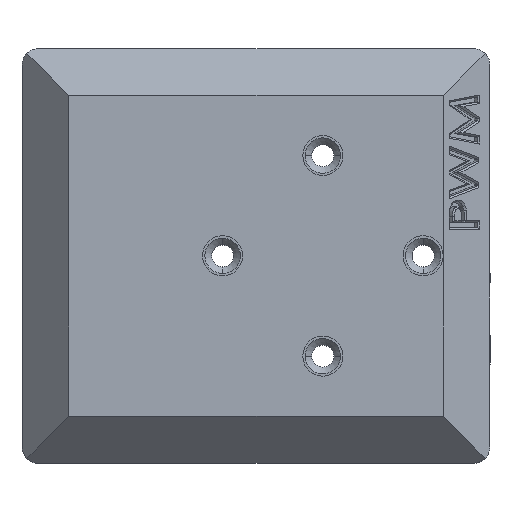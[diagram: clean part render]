
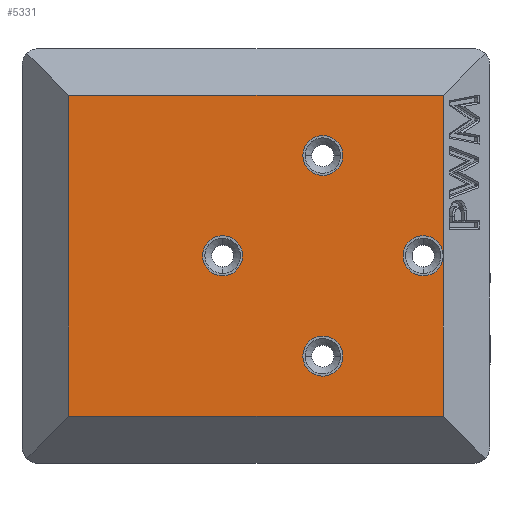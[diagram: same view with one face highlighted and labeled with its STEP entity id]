
A CAD part, top view. The second image highlights one B-rep face of the part: STEP entity #5331.
In plain terms, the highlighted planar face has unit normal (0, 0, 1).
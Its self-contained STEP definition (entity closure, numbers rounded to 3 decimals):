
#33 = CARTESIAN_POINT ( 'NONE',  ( 48.325, 0., 33.85 ) ) ;
#140 = ORIENTED_EDGE ( 'NONE', *, *, #1898, .F. ) ;
#163 = AXIS2_PLACEMENT_3D ( 'NONE', #6127, #5335, #6306 ) ;
#389 = VERTEX_POINT ( 'NONE', #1700 ) ;
#459 = AXIS2_PLACEMENT_3D ( 'NONE', #5070, #5049, #5024 ) ;
#512 = EDGE_LOOP ( 'NONE', ( #140, #6297 ) ) ;
#627 = AXIS2_PLACEMENT_3D ( 'NONE', #1486, #1436, #1320 ) ;
#748 = EDGE_CURVE ( 'NONE', #5056, #2184, #5819, .T. ) ;
#750 = CARTESIAN_POINT ( 'NONE',  ( 72.325, 0., 33.85 ) ) ;
#773 = CARTESIAN_POINT ( 'NONE',  ( 60.325, -15., 33.85 ) ) ;
#781 = VERTEX_POINT ( 'NONE', #3582 ) ;
#795 = ORIENTED_EDGE ( 'NONE', *, *, #4246, .F. ) ;
#892 = FACE_BOUND ( 'NONE', #2207, .T. ) ;
#1034 = DIRECTION ( 'NONE',  ( 1., 0., 0. ) ) ;
#1123 = CARTESIAN_POINT ( 'NONE',  ( 22.325, 24., 33.85 ) ) ;
#1320 = DIRECTION ( 'NONE',  ( 1., 0., 0. ) ) ;
#1436 = DIRECTION ( 'NONE',  ( 0., 0., 1. ) ) ;
#1447 = EDGE_CURVE ( 'NONE', #3653, #7272, #2334, .T. ) ;
#1486 = CARTESIAN_POINT ( 'NONE',  ( 60.325, 15., 33.85 ) ) ;
#1497 = ORIENTED_EDGE ( 'NONE', *, *, #7313, .T. ) ;
#1649 = AXIS2_PLACEMENT_3D ( 'NONE', #5521, #5515, #5485 ) ;
#1700 = CARTESIAN_POINT ( 'NONE',  ( 22.325, -24., 33.85 ) ) ;
#1828 = AXIS2_PLACEMENT_3D ( 'NONE', #773, #6501, #1034 ) ;
#1861 = FACE_BOUND ( 'NONE', #4163, .T. ) ;
#1898 = EDGE_CURVE ( 'NONE', #2794, #2131, #4955, .T. ) ;
#1964 = CARTESIAN_POINT ( 'NONE',  ( 22.325, -24., 33.85 ) ) ;
#2009 = CARTESIAN_POINT ( 'NONE',  ( 78.325, -24., 33.85 ) ) ;
#2102 = EDGE_CURVE ( 'NONE', #7502, #2221, #4832, .T. ) ;
#2131 = VERTEX_POINT ( 'NONE', #6816 ) ;
#2184 = VERTEX_POINT ( 'NONE', #4332 ) ;
#2207 = EDGE_LOOP ( 'NONE', ( #7933, #5888 ) ) ;
#2221 = VERTEX_POINT ( 'NONE', #3854 ) ;
#2309 = CARTESIAN_POINT ( 'NONE',  ( 78.325, 0., 33.85 ) ) ;
#2334 = CIRCLE ( 'NONE', #1649, 3. ) ;
#2488 = VERTEX_POINT ( 'NONE', #6976 ) ;
#2498 = EDGE_CURVE ( 'NONE', #7272, #2184, #4648, .T. ) ;
#2572 = ORIENTED_EDGE ( 'NONE', *, *, #4547, .F. ) ;
#2579 = ORIENTED_EDGE ( 'NONE', *, *, #1447, .F. ) ;
#2623 = CIRCLE ( 'NONE', #4974, 3. ) ;
#2751 = DIRECTION ( 'NONE',  ( 1., 0., 0. ) ) ;
#2770 = CARTESIAN_POINT ( 'NONE',  ( 22.325, -24., 33.85 ) ) ;
#2784 = DIRECTION ( 'NONE',  ( 0., 0., 1. ) ) ;
#2794 = VERTEX_POINT ( 'NONE', #33 ) ;
#2799 = CARTESIAN_POINT ( 'NONE',  ( 22.325, 24., 33.85 ) ) ;
#2808 = CARTESIAN_POINT ( 'NONE',  ( 45.325, 0., 33.85 ) ) ;
#3015 = DIRECTION ( 'NONE',  ( 1., 0., 0. ) ) ;
#3035 = DIRECTION ( 'NONE',  ( 0., 0., 1. ) ) ;
#3067 = CARTESIAN_POINT ( 'NONE',  ( 60.325, -15., 33.85 ) ) ;
#3122 = VERTEX_POINT ( 'NONE', #3183 ) ;
#3183 = CARTESIAN_POINT ( 'NONE',  ( 57.325, -15., 33.85 ) ) ;
#3201 = AXIS2_PLACEMENT_3D ( 'NONE', #3067, #3035, #3015 ) ;
#3271 = EDGE_CURVE ( 'NONE', #2131, #2794, #2623, .T. ) ;
#3283 = EDGE_CURVE ( 'NONE', #781, #7272, #4804, .T. ) ;
#3291 = CIRCLE ( 'NONE', #3201, 3. ) ;
#3466 = ORIENTED_EDGE ( 'NONE', *, *, #6445, .F. ) ;
#3500 = CIRCLE ( 'NONE', #1828, 3. ) ;
#3556 = ORIENTED_EDGE ( 'NONE', *, *, #748, .F. ) ;
#3582 = CARTESIAN_POINT ( 'NONE',  ( 78.325, -24., 33.85 ) ) ;
#3653 = VERTEX_POINT ( 'NONE', #750 ) ;
#3854 = CARTESIAN_POINT ( 'NONE',  ( 63.325, 15., 33.85 ) ) ;
#4065 = FACE_BOUND ( 'NONE', #512, .T. ) ;
#4163 = EDGE_LOOP ( 'NONE', ( #2572, #5758 ) ) ;
#4246 = EDGE_CURVE ( 'NONE', #389, #5056, #5768, .T. ) ;
#4332 = CARTESIAN_POINT ( 'NONE',  ( 78.325, 24., 33.85 ) ) ;
#4547 = EDGE_CURVE ( 'NONE', #2221, #7502, #6484, .T. ) ;
#4556 = AXIS2_PLACEMENT_3D ( 'NONE', #6711, #6682, #6558 ) ;
#4648 = B_SPLINE_CURVE_WITH_KNOTS ( 'NONE', 1,
 ( #6740, #6773 ),
 .UNSPECIFIED., .F., .F.,
 ( 2, 2 ),
 ( 0.5, 1. ),
 .UNSPECIFIED. ) ;
#4804 = B_SPLINE_CURVE_WITH_KNOTS ( 'NONE', 1,
 ( #6402, #6940 ),
 .UNSPECIFIED., .F., .F.,
 ( 2, 2 ),
 ( 0., 0.5 ),
 .UNSPECIFIED. ) ;
#4832 = CIRCLE ( 'NONE', #4556, 3. ) ;
#4955 = CIRCLE ( 'NONE', #5891, 3. ) ;
#4974 = AXIS2_PLACEMENT_3D ( 'NONE', #6325, #6278, #6251 ) ;
#5024 = DIRECTION ( 'NONE',  ( 1., 0., 0. ) ) ;
#5049 = DIRECTION ( 'NONE',  ( 0., 0., 1. ) ) ;
#5056 = VERTEX_POINT ( 'NONE', #1123 ) ;
#5070 = CARTESIAN_POINT ( 'NONE',  ( 75.325, 0., 33.85 ) ) ;
#5331 = ADVANCED_FACE ( 'NONE', ( #1861, #4065, #892, #6032 ), #6507, .T. ) ;
#5335 = DIRECTION ( 'NONE',  ( 0., 0., 1. ) ) ;
#5441 = EDGE_CURVE ( 'NONE', #3122, #2488, #3500, .T. ) ;
#5485 = DIRECTION ( 'NONE',  ( 1., 0., 0. ) ) ;
#5515 = DIRECTION ( 'NONE',  ( 0., 0., 1. ) ) ;
#5521 = CARTESIAN_POINT ( 'NONE',  ( 75.325, 0., 33.85 ) ) ;
#5557 = EDGE_LOOP ( 'NONE', ( #6013, #2579, #3466, #5731, #3556, #795, #1497 ) ) ;
#5731 = ORIENTED_EDGE ( 'NONE', *, *, #2498, .T. ) ;
#5758 = ORIENTED_EDGE ( 'NONE', *, *, #2102, .F. ) ;
#5768 = B_SPLINE_CURVE_WITH_KNOTS ( 'NONE', 1,
 ( #2770, #2799 ),
 .UNSPECIFIED., .F., .F.,
 ( 2, 2 ),
 ( 0., 1. ),
 .UNSPECIFIED. ) ;
#5819 = B_SPLINE_CURVE_WITH_KNOTS ( 'NONE', 1,
 ( #7008, #7256 ),
 .UNSPECIFIED., .F., .F.,
 ( 2, 2 ),
 ( 0., 1. ),
 .UNSPECIFIED. ) ;
#5888 = ORIENTED_EDGE ( 'NONE', *, *, #5441, .F. ) ;
#5891 = AXIS2_PLACEMENT_3D ( 'NONE', #2808, #2784, #2751 ) ;
#6013 = ORIENTED_EDGE ( 'NONE', *, *, #3283, .T. ) ;
#6032 = FACE_OUTER_BOUND ( 'NONE', #5557, .T. ) ;
#6127 = CARTESIAN_POINT ( 'NONE',  ( 15.325, -31., 33.85 ) ) ;
#6133 = EDGE_CURVE ( 'NONE', #2488, #3122, #3291, .T. ) ;
#6251 = DIRECTION ( 'NONE',  ( 1., 0., 0. ) ) ;
#6278 = DIRECTION ( 'NONE',  ( 0., 0., 1. ) ) ;
#6297 = ORIENTED_EDGE ( 'NONE', *, *, #3271, .F. ) ;
#6306 = DIRECTION ( 'NONE',  ( 1., 0., 0. ) ) ;
#6325 = CARTESIAN_POINT ( 'NONE',  ( 45.325, 0., 33.85 ) ) ;
#6402 = CARTESIAN_POINT ( 'NONE',  ( 78.325, -24., 33.85 ) ) ;
#6445 = EDGE_CURVE ( 'NONE', #7272, #3653, #6965, .T. ) ;
#6484 = CIRCLE ( 'NONE', #627, 3. ) ;
#6501 = DIRECTION ( 'NONE',  ( 0., 0., 1. ) ) ;
#6507 = PLANE ( 'NONE',  #163 ) ;
#6558 = DIRECTION ( 'NONE',  ( 1., 0., 0. ) ) ;
#6682 = DIRECTION ( 'NONE',  ( 0., 0., 1. ) ) ;
#6711 = CARTESIAN_POINT ( 'NONE',  ( 60.325, 15., 33.85 ) ) ;
#6740 = CARTESIAN_POINT ( 'NONE',  ( 78.325, 0., 33.85 ) ) ;
#6743 = B_SPLINE_CURVE_WITH_KNOTS ( 'NONE', 1,
 ( #1964, #2009 ),
 .UNSPECIFIED., .F., .F.,
 ( 2, 2 ),
 ( 0., 1. ),
 .UNSPECIFIED. ) ;
#6773 = CARTESIAN_POINT ( 'NONE',  ( 78.325, 24., 33.85 ) ) ;
#6805 = CARTESIAN_POINT ( 'NONE',  ( 57.325, 15., 33.85 ) ) ;
#6816 = CARTESIAN_POINT ( 'NONE',  ( 42.325, 0., 33.85 ) ) ;
#6940 = CARTESIAN_POINT ( 'NONE',  ( 78.325, 0., 33.85 ) ) ;
#6965 = CIRCLE ( 'NONE', #459, 3. ) ;
#6976 = CARTESIAN_POINT ( 'NONE',  ( 63.325, -15., 33.85 ) ) ;
#7008 = CARTESIAN_POINT ( 'NONE',  ( 22.325, 24., 33.85 ) ) ;
#7256 = CARTESIAN_POINT ( 'NONE',  ( 78.325, 24., 33.85 ) ) ;
#7272 = VERTEX_POINT ( 'NONE', #2309 ) ;
#7313 = EDGE_CURVE ( 'NONE', #389, #781, #6743, .T. ) ;
#7502 = VERTEX_POINT ( 'NONE', #6805 ) ;
#7933 = ORIENTED_EDGE ( 'NONE', *, *, #6133, .F. ) ;
